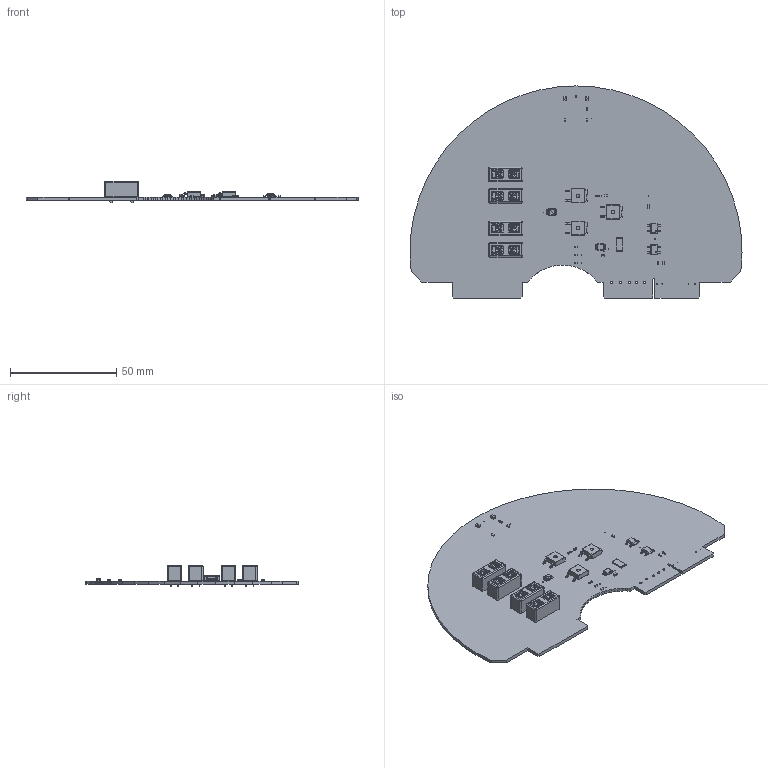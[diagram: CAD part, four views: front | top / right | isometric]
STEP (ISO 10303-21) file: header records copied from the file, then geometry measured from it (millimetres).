
FILE_DESCRIPTION(('for SolidWorks'),'2;1');
FILE_NAME('power-motor.step', '2017-05-02T22:50:18',('juan-'),(''),'Open CASCADE STEP processor 6.6' ,'DipTrace','Unknown');
FILE_SCHEMA(('AUTOMOTIVE_DESIGN { 1 0 10303 214 1 1 1 1 }'));
Length unit declared in the file: millimetre
Products named in the file (12): PCB; Board; cap_0603; keystone-PN3568; sop-4_6.5x2.54; to252-3_10x6.6x4.6; res_0603; res_2512; INA226; dio_0805; msop-10
Assembly tree (27 placements, depth 2):
  PCB
    Board
    cap_0603
    keystone-PN3568  x4
    sop-4_6.5x2.54  x2
    to252-3_10x6.6x4.6  x3
    res_0603  x10
    res_2512
    INA226
    cap_0603
    dio_0805  x2
    msop-10
Bounding box: 156.01 x 99.68 x 10.16 mm (x, y, z)
Volume: 19339.5 mm3; surface area: 31226.6 mm2
Topology: 16 solids, 73 shells, 3538 faces, 7920 edges, 4483 vertices
Faces by surface type: plane 2670, cylinder 541, sphere 148, torus 83, bspline 64, revolution 32
Full cylindrical faces by diameter (mm): 0.305 x12, 0.5 x2, 0.559 x2, 1.067 x5, 1.56 x3, 1.626 x16
Entity records: 56820 total; most frequent: CARTESIAN_POINT 8876, DIRECTION 7731, ORIENTED_EDGE 7398, EDGE_CURVE 3700, LINE 3037, VECTOR 3037, AXIS2_PLACEMENT_3D 2343, VERTEX_POINT 1965
